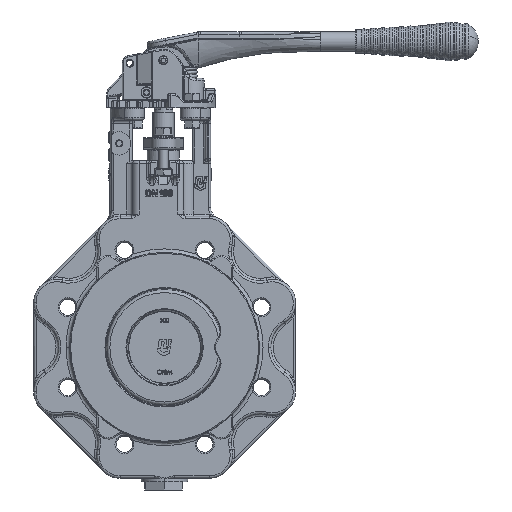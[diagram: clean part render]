
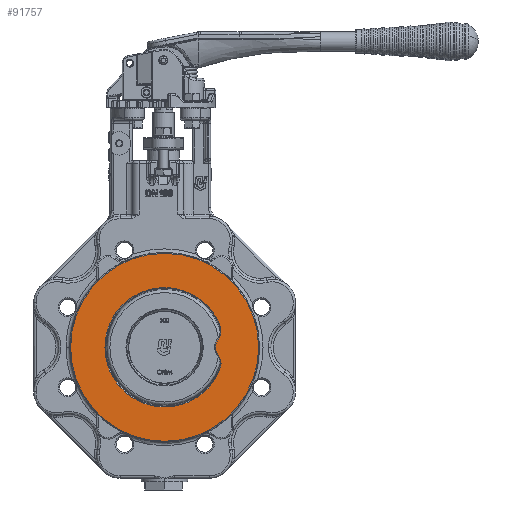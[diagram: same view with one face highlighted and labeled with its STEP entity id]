
A CAD part, front view. The second image highlights one B-rep face of the part: STEP entity #91757.
In plain terms, the highlighted planar face has unit normal (0, -1, 0).
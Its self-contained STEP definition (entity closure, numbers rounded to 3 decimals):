
#91659=CARTESIAN_POINT('',(0.,-28.,37.967));
#91660=DIRECTION('',(0.,1.,-0.));
#91661=DIRECTION('',(0.,0.,1.));
#91662=AXIS2_PLACEMENT_3D('',#91659,#91660,#91661);
#91663=PLANE('',#91662);
#91664=CARTESIAN_POINT('',(-0.,-28.,80.707));
#91665=VERTEX_POINT('',#91664);
#91666=CARTESIAN_POINT('',(0.,-28.,0.));
#91667=DIRECTION('',(-0.,-1.,0.));
#91668=DIRECTION('',(0.,0.,1.));
#91669=AXIS2_PLACEMENT_3D('',#91666,#91667,#91668);
#91670=CIRCLE('',#91669,80.707);
#91671=EDGE_CURVE('',#91665,#91665,#91670,.T.);
#91672=ORIENTED_EDGE('',*,*,#91671,.T.);
#91673=EDGE_LOOP('',(#91672));
#91674=FACE_BOUND('',#91673,.T.);
#91675=CARTESIAN_POINT('',(45.915,-28.,-6.753));
#91676=VERTEX_POINT('',#91675);
#91677=CARTESIAN_POINT('',(47.51,-28.,-19.034));
#91678=VERTEX_POINT('',#91677);
#91679=CARTESIAN_POINT('',(45.915,-28.,-6.753));
#91680=CARTESIAN_POINT('',(46.885,-28.,-8.035));
#91681=CARTESIAN_POINT('',(47.498,-28.,-9.566));
#91682=CARTESIAN_POINT('',(48.098,-28.,-11.066));
#91683=CARTESIAN_POINT('',(48.309,-28.,-12.687));
#91684=CARTESIAN_POINT('',(48.519,-28.,-14.307));
#91685=CARTESIAN_POINT('',(48.321,-28.,-15.911));
#91686=CARTESIAN_POINT('',(48.12,-28.,-17.547));
#91687=CARTESIAN_POINT('',(47.51,-28.,-19.034));
#91688=B_SPLINE_CURVE_WITH_KNOTS('',2,(#91679,#91680,#91681,#91682,#91683,#91684,#91685,#91686,#91687),.UNSPECIFIED.,.F.,.F.,(3,2,2,2,3),(0.,0.25,0.5,0.75,1.),.UNSPECIFIED.);
#91689=EDGE_CURVE('',#91676,#91678,#91688,.T.);
#91690=ORIENTED_EDGE('',*,*,#91689,.T.);
#91691=CARTESIAN_POINT('',(47.51,-28.,19.034));
#91692=VERTEX_POINT('',#91691);
#91693=CARTESIAN_POINT('',(47.51,-28.,-19.034));
#91694=CARTESIAN_POINT('',(44.174,-28.,-27.335));
#91695=CARTESIAN_POINT('',(38.27,-28.,-33.983));
#91696=CARTESIAN_POINT('',(32.348,-28.,-40.652));
#91697=CARTESIAN_POINT('',(24.519,-28.,-44.925));
#91698=CARTESIAN_POINT('',(16.689,-28.,-49.199));
#91699=CARTESIAN_POINT('',(7.877,-28.,-50.571));
#91700=CARTESIAN_POINT('',(-0.939,-28.,-51.943));
#91701=CARTESIAN_POINT('',(-9.693,-28.,-50.254));
#91702=CARTESIAN_POINT('',(-18.455,-28.,-48.564));
#91703=CARTESIAN_POINT('',(-26.12,-28.,-44.014));
#91704=CARTESIAN_POINT('',(-33.797,-28.,-39.456));
#91705=CARTESIAN_POINT('',(-39.467,-28.,-32.585));
#91706=CARTESIAN_POINT('',(-45.151,-28.,-25.698));
#91707=CARTESIAN_POINT('',(-48.162,-28.,-17.316));
#91708=CARTESIAN_POINT('',(-51.181,-28.,-8.912));
#91709=CARTESIAN_POINT('',(-51.18,-28.,-0.006));
#91710=CARTESIAN_POINT('',(-51.18,-28.,8.926));
#91711=CARTESIAN_POINT('',(-48.167,-28.,17.304));
#91712=CARTESIAN_POINT('',(-45.143,-28.,25.712));
#91713=CARTESIAN_POINT('',(-39.476,-28.,32.574));
#91714=CARTESIAN_POINT('',(-33.786,-28.,39.464));
#91715=CARTESIAN_POINT('',(-26.135,-28.,44.005));
#91716=CARTESIAN_POINT('',(-18.451,-28.,48.564));
#91717=CARTESIAN_POINT('',(-9.713,-28.,50.25));
#91718=CARTESIAN_POINT('',(-0.94,-28.,51.943));
#91719=CARTESIAN_POINT('',(7.852,-28.,50.574));
#91720=CARTESIAN_POINT('',(16.682,-28.,49.2));
#91721=CARTESIAN_POINT('',(24.493,-28.,44.939));
#91722=CARTESIAN_POINT('',(32.332,-28.,40.663));
#91723=CARTESIAN_POINT('',(38.247,-28.,34.009));
#91724=CARTESIAN_POINT('',(44.19,-28.,27.323));
#91725=CARTESIAN_POINT('',(47.51,-28.,19.034));
#91726=B_SPLINE_CURVE_WITH_KNOTS('',2,(#91693,#91694,#91695,#91696,#91697,#91698,#91699,#91700,#91701,#91702,#91703,#91704,#91705,#91706,#91707,#91708,#91709,#91710,#91711,#91712,#91713,#91714,#91715,#91716,#91717,#91718,
#91719,#91720,#91721,#91722,#91723,#91724,#91725),.UNSPECIFIED.,.F.,.F.,(3,2,2,2,2,2,2,2,2,2,2,2,2,2,2,2,3),(0.,0.063,0.125,0.188,0.25,0.313,0.375,0.438,0.5,0.563,0.625,0.688,0.75,0.813,0.875,0.938,1.),.UNSPECIFIED.);
#91727=EDGE_CURVE('',#91678,#91692,#91726,.T.);
#91728=ORIENTED_EDGE('',*,*,#91727,.T.);
#91729=CARTESIAN_POINT('',(45.915,-28.,6.753));
#91730=VERTEX_POINT('',#91729);
#91731=CARTESIAN_POINT('',(47.51,-28.,19.034));
#91732=CARTESIAN_POINT('',(48.12,-28.,17.547));
#91733=CARTESIAN_POINT('',(48.321,-28.,15.91));
#91734=CARTESIAN_POINT('',(48.519,-28.,14.307));
#91735=CARTESIAN_POINT('',(48.308,-28.,12.685));
#91736=CARTESIAN_POINT('',(48.098,-28.,11.065));
#91737=CARTESIAN_POINT('',(47.497,-28.,9.564));
#91738=CARTESIAN_POINT('',(46.885,-28.,8.035));
#91739=CARTESIAN_POINT('',(45.915,-28.,6.753));
#91740=B_SPLINE_CURVE_WITH_KNOTS('',2,(#91731,#91732,#91733,#91734,#91735,#91736,#91737,#91738,#91739),.UNSPECIFIED.,.F.,.F.,(3,2,2,2,3),(0.,0.25,0.5,0.75,1.),.UNSPECIFIED.);
#91741=EDGE_CURVE('',#91692,#91730,#91740,.T.);
#91742=ORIENTED_EDGE('',*,*,#91741,.T.);
#91743=CARTESIAN_POINT('',(45.915,-28.,6.753));
#91744=CARTESIAN_POINT('',(44.835,-28.,5.308));
#91745=CARTESIAN_POINT('',(44.257,-28.,3.561));
#91746=CARTESIAN_POINT('',(43.682,-28.,1.821));
#91747=CARTESIAN_POINT('',(43.681,-28.,0.008));
#91748=CARTESIAN_POINT('',(43.679,-28.,-1.805));
#91749=CARTESIAN_POINT('',(44.254,-28.,-3.547));
#91750=CARTESIAN_POINT('',(44.83,-28.,-5.296));
#91751=CARTESIAN_POINT('',(45.915,-28.,-6.753));
#91752=B_SPLINE_CURVE_WITH_KNOTS('',2,(#91743,#91744,#91745,#91746,#91747,#91748,#91749,#91750,#91751),.UNSPECIFIED.,.F.,.F.,(3,2,2,2,3),(0.,0.25,0.5,0.75,1.),.UNSPECIFIED.);
#91753=EDGE_CURVE('',#91730,#91676,#91752,.T.);
#91754=ORIENTED_EDGE('',*,*,#91753,.T.);
#91755=EDGE_LOOP('',(#91690,#91728,#91742,#91754));
#91756=FACE_BOUND('',#91755,.T.);
#91757=ADVANCED_FACE('',(#91674,#91756),#91663,.F.);
